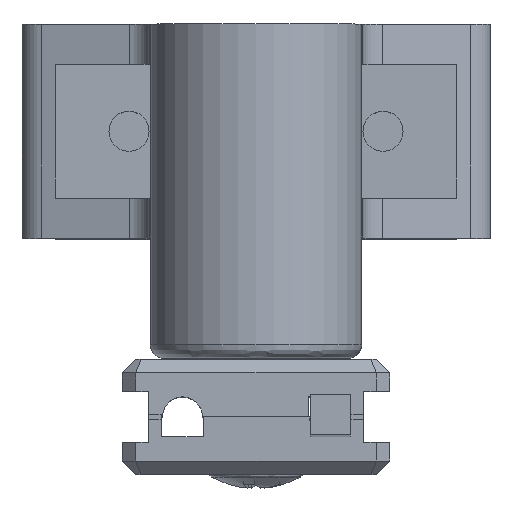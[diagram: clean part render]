
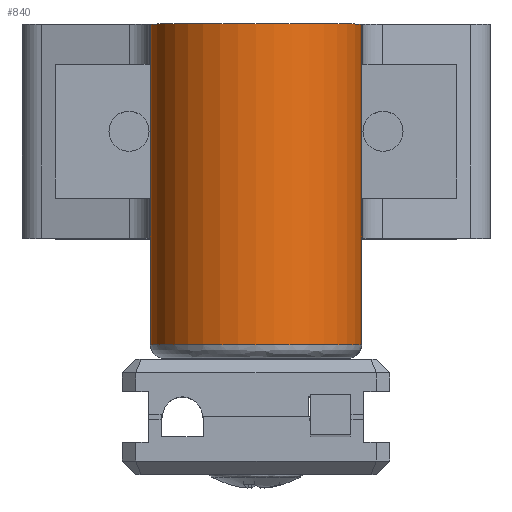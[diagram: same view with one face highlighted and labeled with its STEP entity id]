
A CAD part, top view. The second image highlights one B-rep face of the part: STEP entity #840.
In plain terms, the highlighted cylindrical face has radius 7.9 mm (diameter 15.8 mm), a partial arc.
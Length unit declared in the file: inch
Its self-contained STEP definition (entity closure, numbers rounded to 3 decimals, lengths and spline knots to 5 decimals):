
#42 = CARTESIAN_POINT ( 'NONE',  ( 0.27725, -0.62992, 2.23313 ) ) ;
#103 = CARTESIAN_POINT ( 'NONE',  ( -0.03377, 0.31496, 2.23313 ) ) ;
#189 = VERTEX_POINT ( 'NONE', #12506 ) ;
#840 = ADVANCED_FACE ( 'NONE', ( #13879 ), #15957, .T. ) ;
#974 = LINE ( 'NONE', #8851, #17046 ) ;
#1068 = CARTESIAN_POINT ( 'NONE',  ( 0.27725, 0.31496, 2.23313 ) ) ;
#2148 = VECTOR ( 'NONE', #17997, 39.37008 ) ;
#2374 = ORIENTED_EDGE ( 'NONE', *, *, #8812, .T. ) ;
#3952 = DIRECTION ( 'NONE',  ( 1., 0., 0. ) ) ;
#4338 = CARTESIAN_POINT ( 'NONE',  ( 0.27725, -0.31496, 2.23313 ) ) ;
#4339 = ORIENTED_EDGE ( 'NONE', *, *, #10032, .T. ) ;
#4435 = CARTESIAN_POINT ( 'NONE',  ( 0.27725, 0.31496, 2.23313 ) ) ;
#4840 = VERTEX_POINT ( 'NONE', #4338 ) ;
#5366 = EDGE_CURVE ( 'NONE', #4840, #14816, #14821, .T. ) ;
#6317 = CARTESIAN_POINT ( 'NONE',  ( -0.3448, 0.31496, 2.23313 ) ) ;
#6685 = VECTOR ( 'NONE', #8719, 39.37008 ) ;
#6810 = CARTESIAN_POINT ( 'NONE',  ( -0.03377, 0.31496, 2.23313 ) ) ;
#7032 = EDGE_CURVE ( 'NONE', #4840, #10945, #13979, .T. ) ;
#7430 = ORIENTED_EDGE ( 'NONE', *, *, #8721, .T. ) ;
#7529 = EDGE_LOOP ( 'NONE', ( #16256, #2374, #4339, #11248, #17224, #7430 ) ) ;
#7894 = AXIS2_PLACEMENT_3D ( 'NONE', #103, #13661, #11988 ) ;
#8680 = AXIS2_PLACEMENT_3D ( 'NONE', #18912, #11540, #15997 ) ;
#8719 = DIRECTION ( 'NONE',  ( 0., -1., 0. ) ) ;
#8721 = EDGE_CURVE ( 'NONE', #10945, #19136, #17055, .T. ) ;
#8812 = EDGE_CURVE ( 'NONE', #189, #17546, #11278, .T. ) ;
#8851 = CARTESIAN_POINT ( 'NONE',  ( -0.3448, 0.31496, 2.23313 ) ) ;
#10024 = VECTOR ( 'NONE', #14387, 39.37008 ) ;
#10032 = EDGE_CURVE ( 'NONE', #17546, #14816, #14217, .T. ) ;
#10945 = VERTEX_POINT ( 'NONE', #4435 ) ;
#11090 = CARTESIAN_POINT ( 'NONE',  ( -0.3448, 0.31496, 2.23313 ) ) ;
#11128 = CARTESIAN_POINT ( 'NONE',  ( -0.3448, -0.62992, 2.23313 ) ) ;
#11248 = ORIENTED_EDGE ( 'NONE', *, *, #5366, .F. ) ;
#11278 = LINE ( 'NONE', #6317, #2148 ) ;
#11540 = DIRECTION ( 'NONE',  ( 0., 1., 0. ) ) ;
#11642 = CARTESIAN_POINT ( 'NONE',  ( 0.27725, 0.31496, 2.23313 ) ) ;
#11988 = DIRECTION ( 'NONE',  ( 1., 0., 0. ) ) ;
#12506 = CARTESIAN_POINT ( 'NONE',  ( -0.3448, -0.31496, 2.23313 ) ) ;
#13239 = DIRECTION ( 'NONE',  ( 0., -1., 0. ) ) ;
#13661 = DIRECTION ( 'NONE',  ( 0., -1., 0. ) ) ;
#13879 = FACE_OUTER_BOUND ( 'NONE', #7529, .T. ) ;
#13979 = LINE ( 'NONE', #1068, #10024 ) ;
#14217 = CIRCLE ( 'NONE', #8680, 0.31102 ) ;
#14387 = DIRECTION ( 'NONE',  ( 0., 1., 0. ) ) ;
#14816 = VERTEX_POINT ( 'NONE', #42 ) ;
#14821 = LINE ( 'NONE', #11642, #6685 ) ;
#15226 = AXIS2_PLACEMENT_3D ( 'NONE', #6810, #17227, #3952 ) ;
#15656 = EDGE_CURVE ( 'NONE', #19136, #189, #974, .T. ) ;
#15957 = CYLINDRICAL_SURFACE ( 'NONE', #15226, 0.31102 ) ;
#15997 = DIRECTION ( 'NONE',  ( 1., 0., 0. ) ) ;
#16256 = ORIENTED_EDGE ( 'NONE', *, *, #15656, .T. ) ;
#17046 = VECTOR ( 'NONE', #13239, 39.37008 ) ;
#17055 = CIRCLE ( 'NONE', #7894, 0.31102 ) ;
#17224 = ORIENTED_EDGE ( 'NONE', *, *, #7032, .T. ) ;
#17227 = DIRECTION ( 'NONE',  ( 0., -1., 0. ) ) ;
#17546 = VERTEX_POINT ( 'NONE', #11128 ) ;
#17997 = DIRECTION ( 'NONE',  ( 0., -1., 0. ) ) ;
#18912 = CARTESIAN_POINT ( 'NONE',  ( -0.03377, -0.62992, 2.23313 ) ) ;
#19136 = VERTEX_POINT ( 'NONE', #11090 ) ;
